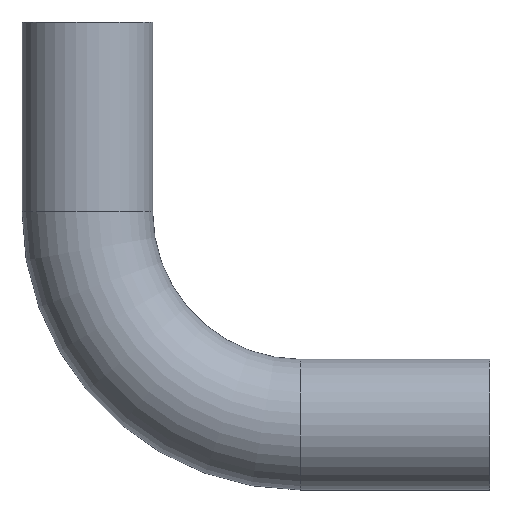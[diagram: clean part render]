
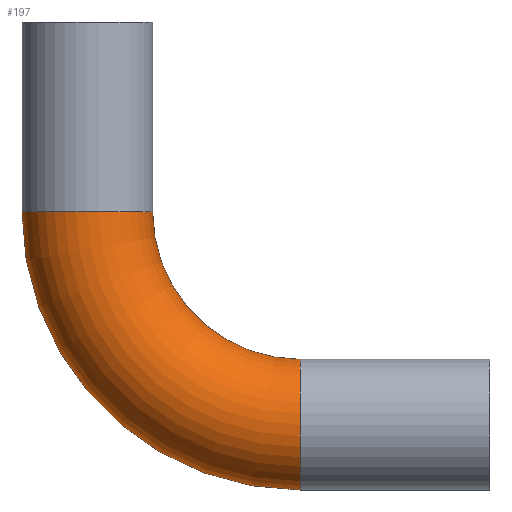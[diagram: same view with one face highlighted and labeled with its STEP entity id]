
A CAD part, front view. The second image highlights one B-rep face of the part: STEP entity #197.
In plain terms, the highlighted toroidal (fillet/blend) face has major radius 28 mm and minor radius 8.6 mm.
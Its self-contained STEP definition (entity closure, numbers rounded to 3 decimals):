
#21 = AXIS2_PLACEMENT_3D ( 'NONE', #68, #211, #418 ) ;
#36 = EDGE_CURVE ( 'NONE', #305, #376, #72, .T. ) ;
#46 = CARTESIAN_POINT ( 'NONE',  ( 0., 0., 0. ) ) ;
#47 = AXIS2_PLACEMENT_3D ( 'NONE', #326, #157, #293 ) ;
#66 = VERTEX_POINT ( 'NONE', #417 ) ;
#68 = CARTESIAN_POINT ( 'NONE',  ( -28., 0., 0. ) ) ;
#72 = CIRCLE ( 'NONE', #164, 19.4 ) ;
#107 = ORIENTED_EDGE ( 'NONE', *, *, #449, .F. ) ;
#127 = DIRECTION ( 'NONE',  ( 0., 0., 1. ) ) ;
#146 = DIRECTION ( 'NONE',  ( 0., 0., 1. ) ) ;
#148 = VERTEX_POINT ( 'NONE', #363 ) ;
#157 = DIRECTION ( 'NONE',  ( 0., 1., 0. ) ) ;
#164 = AXIS2_PLACEMENT_3D ( 'NONE', #247, #351, #274 ) ;
#169 = DIRECTION ( 'NONE',  ( -1., 0., 0. ) ) ;
#173 = CARTESIAN_POINT ( 'NONE',  ( 0., 0., -28. ) ) ;
#178 = ORIENTED_EDGE ( 'NONE', *, *, #36, .T. ) ;
#184 = ORIENTED_EDGE ( 'NONE', *, *, #257, .T. ) ;
#197 = ADVANCED_FACE ( 'NONE', ( #262 ), #203, .T. ) ;
#203 = TOROIDAL_SURFACE ( 'NONE', #47, 28., 8.6 ) ;
#211 = DIRECTION ( 'NONE',  ( 0., 0., 1. ) ) ;
#237 = CIRCLE ( 'NONE', #21, 8.6 ) ;
#247 = CARTESIAN_POINT ( 'NONE',  ( 0., 0., 0. ) ) ;
#257 = EDGE_CURVE ( 'NONE', #66, #305, #348, .T. ) ;
#262 = FACE_OUTER_BOUND ( 'NONE', #313, .T. ) ;
#269 = EDGE_CURVE ( 'NONE', #148, #376, #237, .T. ) ;
#270 = AXIS2_PLACEMENT_3D ( 'NONE', #173, #169, #146 ) ;
#274 = DIRECTION ( 'NONE',  ( 0., 0., 1. ) ) ;
#284 = ORIENTED_EDGE ( 'NONE', *, *, #269, .F. ) ;
#293 = DIRECTION ( 'NONE',  ( 0., 0., 1. ) ) ;
#295 = DIRECTION ( 'NONE',  ( 0., 1., 0. ) ) ;
#305 = VERTEX_POINT ( 'NONE', #451 ) ;
#313 = EDGE_LOOP ( 'NONE', ( #107, #184, #178, #284 ) ) ;
#315 = CARTESIAN_POINT ( 'NONE',  ( -19.4, 0., 0. ) ) ;
#326 = CARTESIAN_POINT ( 'NONE',  ( 0., 0., 0. ) ) ;
#329 = AXIS2_PLACEMENT_3D ( 'NONE', #46, #295, #127 ) ;
#348 = CIRCLE ( 'NONE', #270, 8.6 ) ;
#351 = DIRECTION ( 'NONE',  ( 0., 1., 0. ) ) ;
#363 = CARTESIAN_POINT ( 'NONE',  ( -36.6, 0., 0. ) ) ;
#376 = VERTEX_POINT ( 'NONE', #315 ) ;
#417 = CARTESIAN_POINT ( 'NONE',  ( 0., 0., -36.6 ) ) ;
#418 = DIRECTION ( 'NONE',  ( 1., 0., 0. ) ) ;
#446 = CIRCLE ( 'NONE', #329, 36.6 ) ;
#449 = EDGE_CURVE ( 'NONE', #66, #148, #446, .T. ) ;
#451 = CARTESIAN_POINT ( 'NONE',  ( 0., 0., -19.4 ) ) ;
